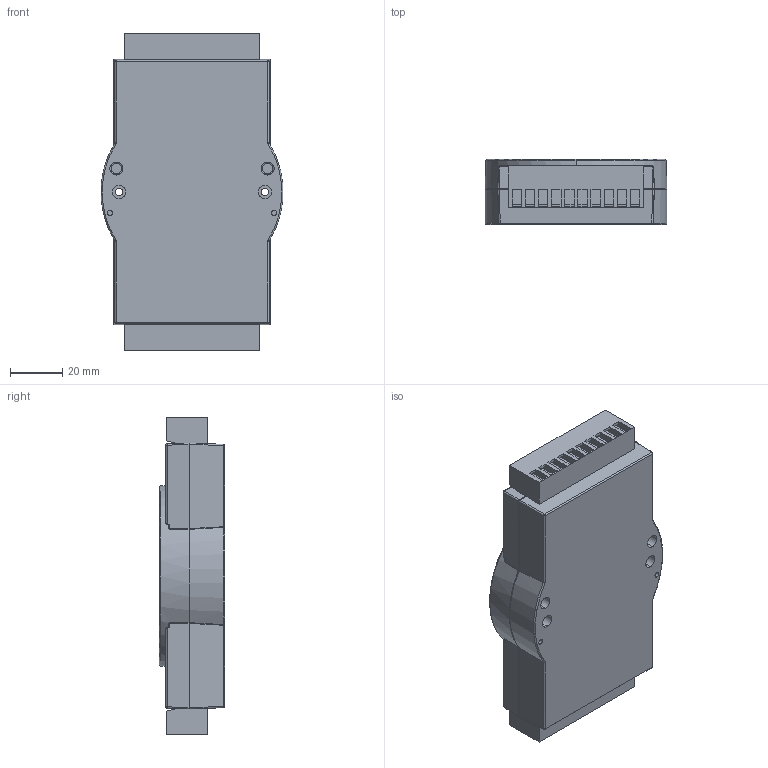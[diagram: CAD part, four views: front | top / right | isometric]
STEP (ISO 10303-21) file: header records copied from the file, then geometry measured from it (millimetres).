
FILE_DESCRIPTION (( 'STEP AP203' ), '1' );
FILE_NAME ('ADAM-4015.STEP', '2007-01-14T22:21:16', ( 'Anderson Professional Modeling' ), ( 'Anderson Professional Modeling' ), 'SwSTEP 2.0', 'SolidWorks 2007', '' );
FILE_SCHEMA (( 'CONFIG_CONTROL_DESIGN' ));
Length unit declared in the file: millimetre
Products named in the file (1): ADAM-4015
Bounding box: 69.79 x 25 x 122 mm (x, y, z)
Volume: 163146.5 mm3; surface area: 32873.8 mm2
Topology: 1 solids, 1 shells, 2153 faces, 5688 edges, 3747 vertices
Faces by surface type: plane 1405, bspline 516, cylinder 157, torus 62, sphere 8, cone 5
Entity records: 95342 total; most frequent: CARTESIAN_POINT 45085, ORIENTED_EDGE 11344, DIRECTION 8397, EDGE_CURVE 5672, VECTOR 4083, LINE 4083, VERTEX_POINT 3747, EDGE_LOOP 2423
